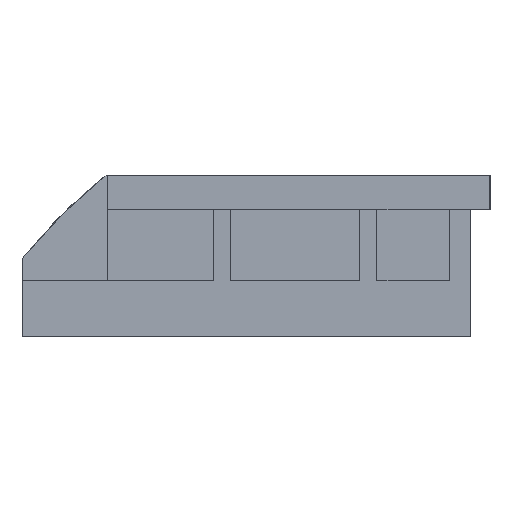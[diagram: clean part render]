
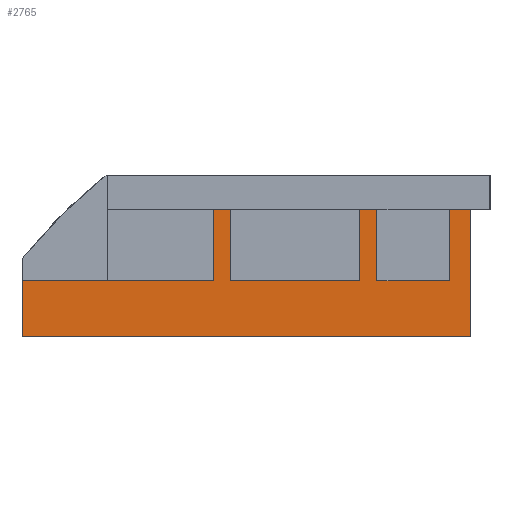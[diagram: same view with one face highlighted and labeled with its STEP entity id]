
A CAD part, left-side view. The second image highlights one B-rep face of the part: STEP entity #2765.
In plain terms, the highlighted planar face has unit normal (-1, 0, 0).
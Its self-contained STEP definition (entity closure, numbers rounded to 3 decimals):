
#104=LINE('',#3869,#469);
#183=LINE('',#4038,#548);
#192=LINE('',#4059,#557);
#202=LINE('',#4082,#567);
#223=LINE('',#4126,#588);
#356=LINE('',#4386,#721);
#382=LINE('',#4441,#747);
#383=LINE('',#4442,#748);
#384=LINE('',#4443,#749);
#394=LINE('',#4467,#759);
#408=LINE('',#4498,#773);
#415=LINE('',#4510,#780);
#424=LINE('',#4528,#789);
#425=LINE('',#4530,#790);
#469=VECTOR('',#2985,10.);
#548=VECTOR('',#3126,10.);
#557=VECTOR('',#3145,10.);
#567=VECTOR('',#3163,10.);
#588=VECTOR('',#3194,10.);
#721=VECTOR('',#3401,10.);
#747=VECTOR('',#3455,10.);
#748=VECTOR('',#3456,10.);
#749=VECTOR('',#3457,10.);
#759=VECTOR('',#3483,10.);
#773=VECTOR('',#3525,10.);
#780=VECTOR('',#3542,10.);
#789=VECTOR('',#3569,10.);
#790=VECTOR('',#3572,10.);
#909=PLANE('',#2915);
#1041=FACE_OUTER_BOUND('',#1192,.T.);
#1192=EDGE_LOOP('',(#2586,#2587,#2588,#2589,#2590,#2591,#2592,#2593,#2594,
#2595,#2596,#2597,#2598,#2599));
#1254=VERTEX_POINT('',#3866);
#1255=VERTEX_POINT('',#3868);
#1314=VERTEX_POINT('',#4035);
#1320=VERTEX_POINT('',#4057);
#1321=VERTEX_POINT('',#4058);
#1325=VERTEX_POINT('',#4068);
#1328=VERTEX_POINT('',#4078);
#1330=VERTEX_POINT('',#4081);
#1348=VERTEX_POINT('',#4124);
#1349=VERTEX_POINT('',#4128);
#1350=VERTEX_POINT('',#4130);
#1357=VERTEX_POINT('',#4145);
#1437=VERTEX_POINT('',#4383);
#1438=VERTEX_POINT('',#4385);
#1517=EDGE_CURVE('',#1255,#1254,#104,.T.);
#1600=EDGE_CURVE('',#1255,#1314,#183,.T.);
#1610=EDGE_CURVE('',#1320,#1321,#192,.T.);
#1621=EDGE_CURVE('',#1330,#1328,#202,.T.);
#1642=EDGE_CURVE('',#1348,#1325,#223,.T.);
#1778=EDGE_CURVE('',#1438,#1437,#356,.T.);
#1806=EDGE_CURVE('',#1349,#1314,#382,.T.);
#1807=EDGE_CURVE('',#1320,#1350,#383,.T.);
#1808=EDGE_CURVE('',#1357,#1325,#384,.T.);
#1820=EDGE_CURVE('',#1437,#1357,#394,.F.);
#1834=EDGE_CURVE('',#1438,#1254,#408,.F.);
#1841=EDGE_CURVE('',#1348,#1321,#415,.T.);
#1850=EDGE_CURVE('',#1330,#1350,#424,.T.);
#1851=EDGE_CURVE('',#1328,#1349,#425,.T.);
#2586=ORIENTED_EDGE('',*,*,#1851,.T.);
#2587=ORIENTED_EDGE('',*,*,#1806,.T.);
#2588=ORIENTED_EDGE('',*,*,#1600,.F.);
#2589=ORIENTED_EDGE('',*,*,#1517,.T.);
#2590=ORIENTED_EDGE('',*,*,#1834,.F.);
#2591=ORIENTED_EDGE('',*,*,#1778,.T.);
#2592=ORIENTED_EDGE('',*,*,#1820,.T.);
#2593=ORIENTED_EDGE('',*,*,#1808,.T.);
#2594=ORIENTED_EDGE('',*,*,#1642,.F.);
#2595=ORIENTED_EDGE('',*,*,#1841,.T.);
#2596=ORIENTED_EDGE('',*,*,#1610,.F.);
#2597=ORIENTED_EDGE('',*,*,#1807,.T.);
#2598=ORIENTED_EDGE('',*,*,#1850,.F.);
#2599=ORIENTED_EDGE('',*,*,#1621,.T.);
#2765=ADVANCED_FACE('',(#1041),#909,.T.);
#2915=AXIS2_PLACEMENT_3D('',#4529,#3570,#3571);
#2985=DIRECTION('',(0.,1.,0.));
#3126=DIRECTION('',(0.,0.,1.));
#3145=DIRECTION('',(0.,0.,-1.));
#3163=DIRECTION('',(0.,1.,0.));
#3194=DIRECTION('',(0.,0.,1.));
#3401=DIRECTION('',(0.,-1.,0.));
#3455=DIRECTION('',(0.,1.,0.));
#3456=DIRECTION('',(0.,1.,0.));
#3457=DIRECTION('',(0.,1.,0.));
#3483=DIRECTION('',(0.,0.,-1.));
#3525=DIRECTION('',(0.,0.,-1.));
#3542=DIRECTION('',(0.,1.,0.));
#3569=DIRECTION('',(0.,0.,1.));
#3570=DIRECTION('center_axis',(-1.,0.,0.));
#3571=DIRECTION('ref_axis',(0.,-1.,0.));
#3572=DIRECTION('',(0.,0.,1.));
#3866=CARTESIAN_POINT('',(-42.294,6.257,-20.61));
#3868=CARTESIAN_POINT('',(-42.294,-16.256,-20.61));
#3869=CARTESIAN_POINT('',(-42.294,-13.8,-20.61));
#4035=CARTESIAN_POINT('',(-42.294,-16.256,-12.21));
#4038=CARTESIAN_POINT('',(-42.294,-16.256,-20.61));
#4057=CARTESIAN_POINT('',(-42.294,-35.455,-12.21));
#4058=CARTESIAN_POINT('',(-42.294,-35.455,-20.61));
#4059=CARTESIAN_POINT('',(-42.294,-35.455,-20.61));
#4068=CARTESIAN_POINT('',(-42.294,-43.969,-12.21));
#4078=CARTESIAN_POINT('',(-42.294,-18.256,-20.61));
#4081=CARTESIAN_POINT('',(-42.294,-33.455,-20.61));
#4082=CARTESIAN_POINT('',(-42.294,-13.8,-20.61));
#4124=CARTESIAN_POINT('',(-42.294,-43.969,-20.61));
#4126=CARTESIAN_POINT('',(-42.294,-43.969,-24.71));
#4128=CARTESIAN_POINT('',(-42.294,-18.256,-12.21));
#4130=CARTESIAN_POINT('',(-42.294,-33.455,-12.21));
#4145=CARTESIAN_POINT('',(-42.294,-46.492,-12.21));
#4383=CARTESIAN_POINT('',(-42.294,-46.492,-27.21));
#4385=CARTESIAN_POINT('',(-42.294,6.257,-27.21));
#4386=CARTESIAN_POINT('',(-42.294,-43.969,-27.21));
#4441=CARTESIAN_POINT('',(-42.294,-31.249,-12.21));
#4442=CARTESIAN_POINT('',(-42.294,-31.249,-12.21));
#4443=CARTESIAN_POINT('',(-42.294,-31.249,-12.21));
#4467=CARTESIAN_POINT('',(-42.294,-46.492,-27.21));
#4498=CARTESIAN_POINT('',(-42.294,6.257,-26.31));
#4510=CARTESIAN_POINT('',(-42.294,-13.8,-20.61));
#4528=CARTESIAN_POINT('',(-42.294,-33.455,-20.61));
#4529=CARTESIAN_POINT('Origin',(-42.294,-16.756,-20.61));
#4530=CARTESIAN_POINT('',(-42.294,-18.256,-20.61));
